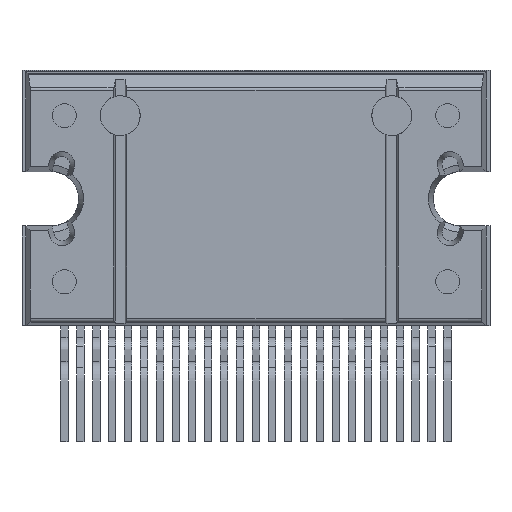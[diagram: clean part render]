
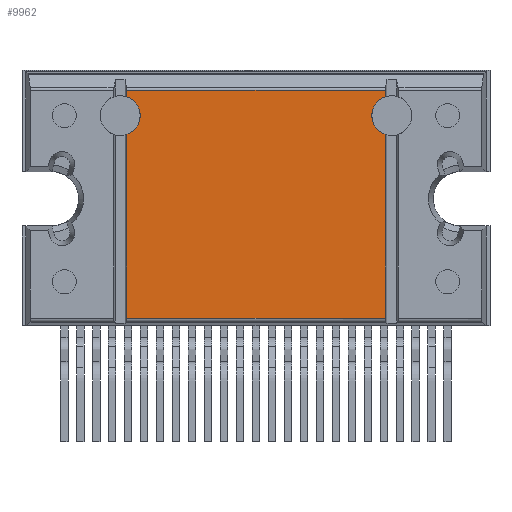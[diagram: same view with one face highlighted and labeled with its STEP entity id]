
A CAD part, top view. The second image highlights one B-rep face of the part: STEP entity #9962.
In plain terms, the highlighted planar face has unit normal (0, 0, 1).
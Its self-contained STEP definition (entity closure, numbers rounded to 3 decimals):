
#26 = CARTESIAN_POINT ( 'NONE',  ( 14.65, 3.94, -1.7 ) ) ;
#164 = CARTESIAN_POINT ( 'NONE',  ( -8.1, 17.804, -1.7 ) ) ;
#361 = DIRECTION ( 'NONE',  ( 1., 0., 0. ) ) ;
#496 = CARTESIAN_POINT ( 'NONE',  ( 8.5, 16.62, -1.7 ) ) ;
#512 = CARTESIAN_POINT ( 'NONE',  ( 8.1, 3.47, -1.7 ) ) ;
#561 = EDGE_CURVE ( 'NONE', #686, #9930, #4747, .T. ) ;
#621 = LINE ( 'NONE', #3243, #823 ) ;
#686 = VERTEX_POINT ( 'NONE', #164 ) ;
#732 = ORIENTED_EDGE ( 'NONE', *, *, #10496, .F. ) ;
#823 = VECTOR ( 'NONE', #1851, 1000. ) ;
#1124 = VERTEX_POINT ( 'NONE', #2674 ) ;
#1271 = CIRCLE ( 'NONE', #2185, 1.25 ) ;
#1334 = EDGE_CURVE ( 'NONE', #11679, #17347, #7455, .T. ) ;
#1851 = DIRECTION ( 'NONE',  ( 0., 1., 0. ) ) ;
#1894 = DIRECTION ( 'NONE',  ( 0., -1., 0. ) ) ;
#2125 = ORIENTED_EDGE ( 'NONE', *, *, #561, .F. ) ;
#2185 = AXIS2_PLACEMENT_3D ( 'NONE', #12519, #11542, #361 ) ;
#2202 = LINE ( 'NONE', #26, #16745 ) ;
#2218 = VECTOR ( 'NONE', #1894, 1000. ) ;
#2674 = CARTESIAN_POINT ( 'NONE',  ( 8.1, 18.217, -1.7 ) ) ;
#2997 = CARTESIAN_POINT ( 'NONE',  ( 8.5, 16.62, -1.7 ) ) ;
#3027 = CIRCLE ( 'NONE', #8998, 1.25 ) ;
#3057 = CARTESIAN_POINT ( 'NONE',  ( 8.1, 3.47, -1.7 ) ) ;
#3243 = CARTESIAN_POINT ( 'NONE',  ( -8.1, 3.47, -1.7 ) ) ;
#3482 = DIRECTION ( 'NONE',  ( 1., 0., 0. ) ) ;
#3630 = LINE ( 'NONE', #9933, #10455 ) ;
#3870 = VERTEX_POINT ( 'NONE', #4981 ) ;
#4061 = EDGE_CURVE ( 'NONE', #9956, #15603, #2202, .T. ) ;
#4381 = EDGE_CURVE ( 'NONE', #17347, #14144, #9912, .T. ) ;
#4472 = DIRECTION ( 'NONE',  ( 0., -1., 0. ) ) ;
#4747 = LINE ( 'NONE', #15665, #10959 ) ;
#4886 = AXIS2_PLACEMENT_3D ( 'NONE', #496, #14227, #12943 ) ;
#4981 = CARTESIAN_POINT ( 'NONE',  ( -7.25, 16.62, -1.7 ) ) ;
#5230 = DIRECTION ( 'NONE',  ( 0., 1., 0. ) ) ;
#5540 = ORIENTED_EDGE ( 'NONE', *, *, #4381, .F. ) ;
#5584 = ORIENTED_EDGE ( 'NONE', *, *, #4061, .T. ) ;
#5799 = DIRECTION ( 'NONE',  ( 0., 0., 1. ) ) ;
#6367 = LINE ( 'NONE', #3057, #11720 ) ;
#6539 = AXIS2_PLACEMENT_3D ( 'NONE', #2997, #12557, #7112 ) ;
#6788 = DIRECTION ( 'NONE',  ( 1., 0., 0. ) ) ;
#7112 = DIRECTION ( 'NONE',  ( -1., 0., 0. ) ) ;
#7455 = CIRCLE ( 'NONE', #6539, 1.25 ) ;
#8495 = CARTESIAN_POINT ( 'NONE',  ( -8.1, 3.94, -1.7 ) ) ;
#8998 = AXIS2_PLACEMENT_3D ( 'NONE', #12988, #14394, #3482 ) ;
#9183 = ORIENTED_EDGE ( 'NONE', *, *, #14334, .T. ) ;
#9663 = CARTESIAN_POINT ( 'NONE',  ( 8.1, 17.804, -1.7 ) ) ;
#9751 = DIRECTION ( 'NONE',  ( -1., 0., 0. ) ) ;
#9768 = CARTESIAN_POINT ( 'NONE',  ( 7.25, 16.62, -1.7 ) ) ;
#9864 = PLANE ( 'NONE',  #17291 ) ;
#9912 = CIRCLE ( 'NONE', #4886, 1.25 ) ;
#9930 = VERTEX_POINT ( 'NONE', #16760 ) ;
#9933 = CARTESIAN_POINT ( 'NONE',  ( -14.65, 18.217, -1.7 ) ) ;
#9956 = VERTEX_POINT ( 'NONE', #8495 ) ;
#9962 = ADVANCED_FACE ( 'NONE', ( #13929 ), #9864, .T. ) ;
#10275 = CARTESIAN_POINT ( 'NONE',  ( 8.1, 3.94, -1.7 ) ) ;
#10455 = VECTOR ( 'NONE', #9751, 1000. ) ;
#10496 = EDGE_CURVE ( 'NONE', #3870, #686, #3027, .T. ) ;
#10959 = VECTOR ( 'NONE', #5230, 1000. ) ;
#11542 = DIRECTION ( 'NONE',  ( 0., 0., 1. ) ) ;
#11679 = VERTEX_POINT ( 'NONE', #9663 ) ;
#11720 = VECTOR ( 'NONE', #15395, 1000. ) ;
#11912 = CARTESIAN_POINT ( 'NONE',  ( 8.1, 15.436, -1.7 ) ) ;
#12137 = ORIENTED_EDGE ( 'NONE', *, *, #12720, .F. ) ;
#12202 = EDGE_CURVE ( 'NONE', #13258, #3870, #1271, .T. ) ;
#12519 = CARTESIAN_POINT ( 'NONE',  ( -8.5, 16.62, -1.7 ) ) ;
#12557 = DIRECTION ( 'NONE',  ( 0., 0., 1. ) ) ;
#12720 = EDGE_CURVE ( 'NONE', #1124, #11679, #6367, .T. ) ;
#12943 = DIRECTION ( 'NONE',  ( -1., 0., 0. ) ) ;
#12988 = CARTESIAN_POINT ( 'NONE',  ( -8.5, 16.62, -1.7 ) ) ;
#13258 = VERTEX_POINT ( 'NONE', #13854 ) ;
#13854 = CARTESIAN_POINT ( 'NONE',  ( -8.1, 15.436, -1.7 ) ) ;
#13903 = ORIENTED_EDGE ( 'NONE', *, *, #12202, .F. ) ;
#13929 = FACE_OUTER_BOUND ( 'NONE', #15326, .T. ) ;
#14144 = VERTEX_POINT ( 'NONE', #11912 ) ;
#14227 = DIRECTION ( 'NONE',  ( 0., 0., 1. ) ) ;
#14334 = EDGE_CURVE ( 'NONE', #1124, #9930, #3630, .T. ) ;
#14394 = DIRECTION ( 'NONE',  ( 0., 0., 1. ) ) ;
#14479 = EDGE_CURVE ( 'NONE', #9956, #13258, #621, .T. ) ;
#15326 = EDGE_LOOP ( 'NONE', ( #13903, #16858, #5584, #17606, #5540, #17590, #12137, #9183, #2125, #732 ) ) ;
#15395 = DIRECTION ( 'NONE',  ( 0., -1., 0. ) ) ;
#15603 = VERTEX_POINT ( 'NONE', #10275 ) ;
#15665 = CARTESIAN_POINT ( 'NONE',  ( -8.1, 3.47, -1.7 ) ) ;
#15887 = LINE ( 'NONE', #512, #2218 ) ;
#16706 = CARTESIAN_POINT ( 'NONE',  ( -14.65, 3.47, -1.7 ) ) ;
#16745 = VECTOR ( 'NONE', #6788, 1000. ) ;
#16760 = CARTESIAN_POINT ( 'NONE',  ( -8.1, 18.217, -1.7 ) ) ;
#16858 = ORIENTED_EDGE ( 'NONE', *, *, #14479, .F. ) ;
#17017 = EDGE_CURVE ( 'NONE', #14144, #15603, #15887, .T. ) ;
#17291 = AXIS2_PLACEMENT_3D ( 'NONE', #16706, #5799, #4472 ) ;
#17347 = VERTEX_POINT ( 'NONE', #9768 ) ;
#17590 = ORIENTED_EDGE ( 'NONE', *, *, #1334, .F. ) ;
#17606 = ORIENTED_EDGE ( 'NONE', *, *, #17017, .F. ) ;
